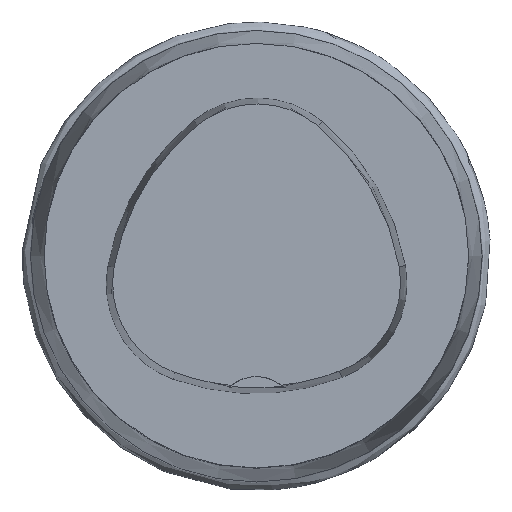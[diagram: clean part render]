
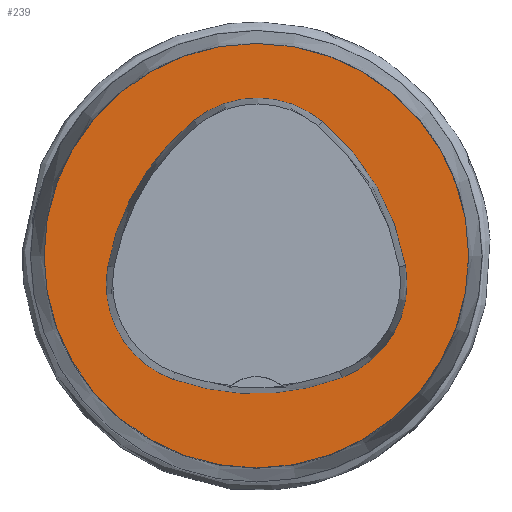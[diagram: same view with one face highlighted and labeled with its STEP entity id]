
A CAD part, top view. The second image highlights one B-rep face of the part: STEP entity #239.
In plain terms, the highlighted planar face has unit normal (0, 0, 1).
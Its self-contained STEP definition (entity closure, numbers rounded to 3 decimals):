
#213=FACE_BOUND('',#336,.T.);
#214=FACE_BOUND('',#337,.T.);
#239=ADVANCED_FACE('',(#213,#214),#260,.T.);
#260=PLANE('',#802);
#336=EDGE_LOOP('',(#433,#434,#435,#436,#437,#438));
#337=EDGE_LOOP('',(#439));
#433=ORIENTED_EDGE('',*,*,#579,.T.);
#434=ORIENTED_EDGE('',*,*,#559,.T.);
#435=ORIENTED_EDGE('',*,*,#563,.T.);
#436=ORIENTED_EDGE('',*,*,#566,.T.);
#437=ORIENTED_EDGE('',*,*,#569,.T.);
#438=ORIENTED_EDGE('',*,*,#577,.T.);
#439=ORIENTED_EDGE('',*,*,#550,.F.);
#501=VERTEX_POINT('',#1109);
#510=VERTEX_POINT('',#1128);
#511=VERTEX_POINT('',#1129);
#514=VERTEX_POINT('',#1137);
#516=VERTEX_POINT('',#1143);
#518=VERTEX_POINT('',#1149);
#525=VERTEX_POINT('',#1170);
#550=EDGE_CURVE('',#501,#501,#605,.T.);
#559=EDGE_CURVE('',#510,#511,#606,.T.);
#563=EDGE_CURVE('',#511,#514,#608,.T.);
#566=EDGE_CURVE('',#514,#516,#610,.T.);
#569=EDGE_CURVE('',#516,#518,#612,.T.);
#577=EDGE_CURVE('',#518,#525,#616,.T.);
#579=EDGE_CURVE('',#525,#510,#618,.T.);
#605=CIRCLE('',#774,31.5);
#606=CIRCLE('',#780,36.);
#608=CIRCLE('',#783,15.);
#610=CIRCLE('',#786,36.);
#612=CIRCLE('',#789,15.);
#616=CIRCLE('',#794,36.);
#618=CIRCLE('',#797,15.);
#774=AXIS2_PLACEMENT_3D('',#1108,#910,#911);
#780=AXIS2_PLACEMENT_3D('',#1127,#926,#927);
#783=AXIS2_PLACEMENT_3D('',#1136,#934,#935);
#786=AXIS2_PLACEMENT_3D('',#1142,#941,#942);
#789=AXIS2_PLACEMENT_3D('',#1148,#948,#949);
#794=AXIS2_PLACEMENT_3D('',#1171,#960,#961);
#797=AXIS2_PLACEMENT_3D('',#1174,#966,#967);
#802=AXIS2_PLACEMENT_3D('',#1179,#976,#977);
#910=DIRECTION('',(0.,0.,-1.));
#911=DIRECTION('',(-1.,0.,0.));
#926=DIRECTION('',(0.,0.,-1.));
#927=DIRECTION('',(-1.,0.,0.));
#934=DIRECTION('',(0.,0.,-1.));
#935=DIRECTION('',(-1.,0.,0.));
#941=DIRECTION('',(0.,0.,-1.));
#942=DIRECTION('',(-1.,0.,0.));
#948=DIRECTION('',(0.,0.,-1.));
#949=DIRECTION('',(-1.,0.,0.));
#960=DIRECTION('',(0.,0.,-1.));
#961=DIRECTION('',(-1.,0.,0.));
#966=DIRECTION('',(0.,0.,-1.));
#967=DIRECTION('',(-1.,0.,0.));
#976=DIRECTION('',(0.,0.,1.));
#977=DIRECTION('',(1.,0.,0.));
#1108=CARTESIAN_POINT('',(0.,0.,0.));
#1109=CARTESIAN_POINT('',(-31.5,0.,0.));
#1127=CARTESIAN_POINT('',(13.398,-7.893,0.));
#1128=CARTESIAN_POINT('',(-22.041,-1.562,0.));
#1129=CARTESIAN_POINT('',(-9.317,20.036,0.));
#1136=CARTESIAN_POINT('',(0.148,8.399,0.));
#1137=CARTESIAN_POINT('',(9.779,19.898,0.));
#1142=CARTESIAN_POINT('',(-13.337,-7.7,0.));
#1143=CARTESIAN_POINT('',(22.122,-1.48,0.));
#1148=CARTESIAN_POINT('',(7.347,-4.071,0.));
#1149=CARTESIAN_POINT('',(12.693,-18.087,0.));
#1170=CARTESIAN_POINT('',(-12.373,-18.307,0.));
#1171=CARTESIAN_POINT('',(-0.137,15.55,0.));
#1174=CARTESIAN_POINT('',(-7.275,-4.2,0.));
#1179=CARTESIAN_POINT('',(0.,0.,0.));
